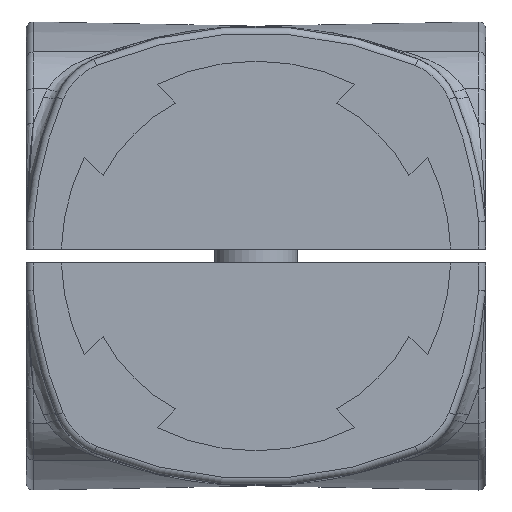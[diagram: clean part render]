
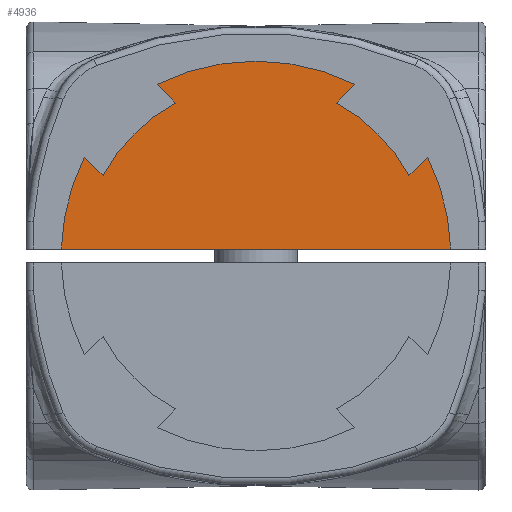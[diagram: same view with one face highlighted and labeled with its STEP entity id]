
A CAD part, front view. The second image highlights one B-rep face of the part: STEP entity #4936.
In plain terms, the highlighted planar face has unit normal (0, -1, 0).
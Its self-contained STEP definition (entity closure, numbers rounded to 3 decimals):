
#462=FACE_OUTER_BOUND('',#776,.T.);
#776=EDGE_LOOP('',(#3434,#3435,#3436,#3437,#3438,#3439,#3440,#3441,#3442,
#3443));
#1089=LINE('',#7376,#1399);
#1093=LINE('',#7387,#1403);
#1096=LINE('',#7395,#1406);
#1099=LINE('',#7403,#1409);
#1102=LINE('',#7411,#1412);
#1399=VECTOR('',#5898,28.006);
#1403=VECTOR('',#5910,1.912);
#1406=VECTOR('',#5919,1.912);
#1409=VECTOR('',#5928,1.912);
#1412=VECTOR('',#5937,1.912);
#1720=CIRCLE('',#5271,16.012);
#1721=CIRCLE('',#5274,12.409);
#1722=CIRCLE('',#5277,16.012);
#1723=CIRCLE('',#5280,12.409);
#1724=CIRCLE('',#5283,16.012);
#2021=VERTEX_POINT('',#7373);
#2022=VERTEX_POINT('',#7375);
#2024=VERTEX_POINT('',#7382);
#2025=VERTEX_POINT('',#7386);
#2026=VERTEX_POINT('',#7390);
#2027=VERTEX_POINT('',#7394);
#2028=VERTEX_POINT('',#7398);
#2029=VERTEX_POINT('',#7402);
#2030=VERTEX_POINT('',#7406);
#2031=VERTEX_POINT('',#7410);
#2511=EDGE_CURVE('',#2022,#2021,#1089,.T.);
#2515=EDGE_CURVE('',#2022,#2024,#1720,.T.);
#2517=EDGE_CURVE('',#2024,#2025,#1093,.T.);
#2519=EDGE_CURVE('',#2026,#2025,#1721,.T.);
#2521=EDGE_CURVE('',#2026,#2027,#1096,.T.);
#2523=EDGE_CURVE('',#2027,#2028,#1722,.T.);
#2525=EDGE_CURVE('',#2028,#2029,#1099,.T.);
#2527=EDGE_CURVE('',#2030,#2029,#1723,.T.);
#2529=EDGE_CURVE('',#2030,#2031,#1102,.T.);
#2531=EDGE_CURVE('',#2031,#2021,#1724,.T.);
#3434=ORIENTED_EDGE('',*,*,#2525,.F.);
#3435=ORIENTED_EDGE('',*,*,#2523,.F.);
#3436=ORIENTED_EDGE('',*,*,#2521,.F.);
#3437=ORIENTED_EDGE('',*,*,#2519,.T.);
#3438=ORIENTED_EDGE('',*,*,#2517,.F.);
#3439=ORIENTED_EDGE('',*,*,#2515,.F.);
#3440=ORIENTED_EDGE('',*,*,#2511,.T.);
#3441=ORIENTED_EDGE('',*,*,#2531,.F.);
#3442=ORIENTED_EDGE('',*,*,#2529,.F.);
#3443=ORIENTED_EDGE('',*,*,#2527,.T.);
#4813=PLANE('',#5329);
#4936=ADVANCED_FACE('',(#462),#4813,.T.);
#5271=AXIS2_PLACEMENT_3D('',#7383,#5905,#5906);
#5274=AXIS2_PLACEMENT_3D('',#7391,#5914,#5915);
#5277=AXIS2_PLACEMENT_3D('',#7399,#5923,#5924);
#5280=AXIS2_PLACEMENT_3D('',#7407,#5932,#5933);
#5283=AXIS2_PLACEMENT_3D('',#7414,#5941,#5942);
#5329=AXIS2_PLACEMENT_3D('',#8110,#6057,#6058);
#5898=DIRECTION('',(1.,0.,0.));
#5905=DIRECTION('center_axis',(0.,1.,0.));
#5906=DIRECTION('ref_axis',(-1.,0.,0.031));
#5910=DIRECTION('',(0.708,0.,-0.707));
#5914=DIRECTION('center_axis',(0.,-1.,0.));
#5915=DIRECTION('ref_axis',(-0.464,0.,0.886));
#5919=DIRECTION('',(-0.707,0.,0.708));
#5923=DIRECTION('center_axis',(0.,1.,0.));
#5924=DIRECTION('ref_axis',(-0.444,0.,0.896));
#5928=DIRECTION('',(-0.707,0.,-0.708));
#5932=DIRECTION('center_axis',(0.,-1.,0.));
#5933=DIRECTION('ref_axis',(0.886,0.,0.464));
#5937=DIRECTION('',(0.708,0.,0.707));
#5941=DIRECTION('center_axis',(0.,1.,0.));
#5942=DIRECTION('ref_axis',(0.896,0.,0.444));
#6057=DIRECTION('center_axis',(0.,-1.,0.));
#6058=DIRECTION('ref_axis',(1.,0.,0.));
#7373=CARTESIAN_POINT('',(416.59,111.474,267.179));
#7375=CARTESIAN_POINT('',(388.585,111.474,267.179));
#7376=CARTESIAN_POINT('',(388.585,111.474,267.179));
#7382=CARTESIAN_POINT('',(390.24,111.474,273.784));
#7383=CARTESIAN_POINT('Origin',(404.589,111.474,266.678));
#7386=CARTESIAN_POINT('',(391.593,111.474,272.433));
#7387=CARTESIAN_POINT('',(390.24,111.474,273.784));
#7390=CARTESIAN_POINT('',(396.833,111.474,277.673));
#7391=CARTESIAN_POINT('Origin',(402.587,111.474,266.678));
#7394=CARTESIAN_POINT('',(395.482,111.474,279.026));
#7395=CARTESIAN_POINT('',(396.833,111.474,277.673));
#7398=CARTESIAN_POINT('',(409.693,111.474,279.026));
#7399=CARTESIAN_POINT('Origin',(402.587,111.474,264.677));
#7402=CARTESIAN_POINT('',(408.342,111.474,277.673));
#7403=CARTESIAN_POINT('',(409.693,111.474,279.026));
#7406=CARTESIAN_POINT('',(413.582,111.474,272.433));
#7407=CARTESIAN_POINT('Origin',(402.587,111.474,266.678));
#7410=CARTESIAN_POINT('',(414.935,111.474,273.784));
#7411=CARTESIAN_POINT('',(413.582,111.474,272.433));
#7414=CARTESIAN_POINT('Origin',(400.586,111.474,266.678));
#8110=CARTESIAN_POINT('Origin',(402.587,111.474,266.678));
